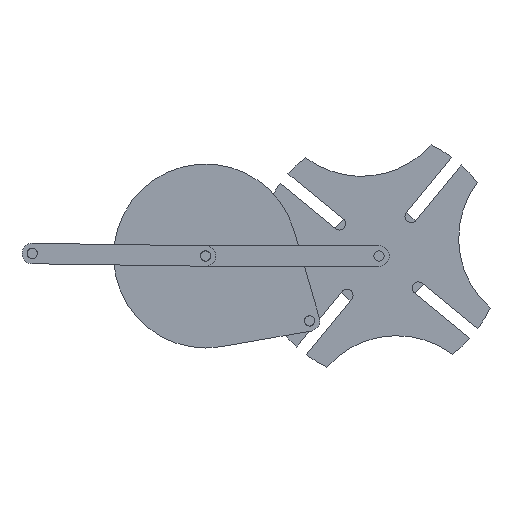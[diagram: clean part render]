
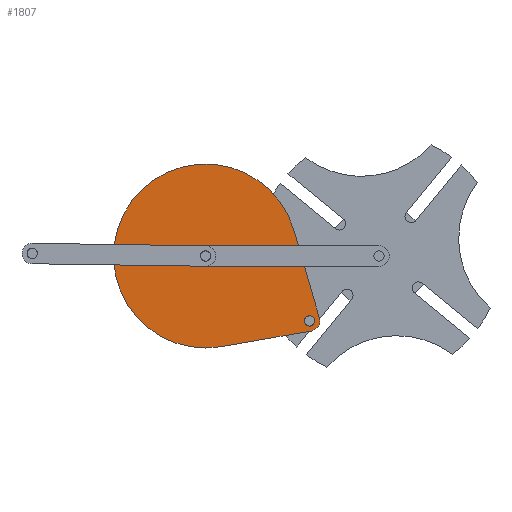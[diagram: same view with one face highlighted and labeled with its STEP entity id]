
A CAD part, front view. The second image highlights one B-rep face of the part: STEP entity #1807.
In plain terms, the highlighted face is planar.
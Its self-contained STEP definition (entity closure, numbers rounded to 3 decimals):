
#16 = DIRECTION ( 'NONE',  ( 1., 0., 0. ) ) ;
#70 = VECTOR ( 'NONE', #676, 1000. ) ;
#178 = CARTESIAN_POINT ( 'NONE',  ( 151.109, -4.098, 0. ) ) ;
#222 = VERTEX_POINT ( 'NONE', #2060 ) ;
#343 = CIRCLE ( 'NONE', #4147, 2.5 ) ;
#400 = EDGE_CURVE ( 'NONE', #3682, #1608, #2181, .T. ) ;
#486 = VERTEX_POINT ( 'NONE', #2306 ) ;
#505 = CARTESIAN_POINT ( 'NONE',  ( 87.773, -7.823, 0. ) ) ;
#542 = EDGE_CURVE ( 'NONE', #3026, #486, #3961, .T. ) ;
#664 = FACE_OUTER_BOUND ( 'NONE', #3549, .T. ) ;
#676 = DIRECTION ( 'NONE',  ( -0.745, -0.667, 0. ) ) ;
#703 = ORIENTED_EDGE ( 'NONE', *, *, #1453, .F. ) ;
#797 = CARTESIAN_POINT ( 'NONE',  ( 86.109, -4.098, 0. ) ) ;
#833 = DIRECTION ( 'NONE',  ( 0., 0., 1. ) ) ;
#860 = DIRECTION ( 'NONE',  ( 0., 0., 1. ) ) ;
#862 = CARTESIAN_POINT ( 'NONE',  ( 151.109, -4.098, 0. ) ) ;
#911 = DIRECTION ( 'NONE',  ( 0., 0., 1. ) ) ;
#921 = ORIENTED_EDGE ( 'NONE', *, *, #1775, .F. ) ;
#1022 = CARTESIAN_POINT ( 'NONE',  ( 91.109, -4.098, 0. ) ) ;
#1038 = ORIENTED_EDGE ( 'NONE', *, *, #542, .T. ) ;
#1046 = AXIS2_PLACEMENT_3D ( 'NONE', #2465, #4598, #4658 ) ;
#1090 = AXIS2_PLACEMENT_3D ( 'NONE', #2935, #833, #4073 ) ;
#1127 = EDGE_CURVE ( 'NONE', #486, #3026, #2079, .T. ) ;
#1218 = DIRECTION ( 'NONE',  ( 0., 0., 1. ) ) ;
#1227 = CARTESIAN_POINT ( 'NONE',  ( 148.609, -4.098, 0. ) ) ;
#1420 = DIRECTION ( 'NONE',  ( 1., 0., 0. ) ) ;
#1441 = DIRECTION ( 'NONE',  ( 0.745, -0.667, 0. ) ) ;
#1453 = EDGE_CURVE ( 'NONE', #2078, #2563, #4313, .T. ) ;
#1608 = VERTEX_POINT ( 'NONE', #1673 ) ;
#1637 = VERTEX_POINT ( 'NONE', #3141 ) ;
#1673 = CARTESIAN_POINT ( 'NONE',  ( 87.773, -0.373, 0. ) ) ;
#1749 = VERTEX_POINT ( 'NONE', #3813 ) ;
#1775 = EDGE_CURVE ( 'NONE', #2563, #222, #3189, .T. ) ;
#1783 = DIRECTION ( 'NONE',  ( 0., 0., 1. ) ) ;
#1807 = ADVANCED_FACE ( 'NONE', ( #4644, #664, #3574 ), #2817, .F. ) ;
#1836 = ORIENTED_EDGE ( 'NONE', *, *, #2150, .T. ) ;
#1906 = CARTESIAN_POINT ( 'NONE',  ( 151.109, -4.098, 0. ) ) ;
#1928 = AXIS2_PLACEMENT_3D ( 'NONE', #3084, #4546, #2369 ) ;
#2010 = VECTOR ( 'NONE', #1441, 1000. ) ;
#2060 = CARTESIAN_POINT ( 'NONE',  ( 121.071, -37.641, 0. ) ) ;
#2078 = VERTEX_POINT ( 'NONE', #797 ) ;
#2079 = CIRCLE ( 'NONE', #3907, 2.5 ) ;
#2150 = EDGE_CURVE ( 'NONE', #1749, #1637, #3219, .T. ) ;
#2181 = LINE ( 'NONE', #3643, #70 ) ;
#2260 = ORIENTED_EDGE ( 'NONE', *, *, #400, .F. ) ;
#2267 = EDGE_LOOP ( 'NONE', ( #3071, #1038 ) ) ;
#2282 = EDGE_LOOP ( 'NONE', ( #1836, #2792 ) ) ;
#2306 = CARTESIAN_POINT ( 'NONE',  ( 153.609, -4.098, 0. ) ) ;
#2355 = CARTESIAN_POINT ( 'NONE',  ( 91.109, -4.098, 0. ) ) ;
#2369 = DIRECTION ( 'NONE',  ( 1., 0., 0. ) ) ;
#2465 = CARTESIAN_POINT ( 'NONE',  ( 91.109, -4.098, 0. ) ) ;
#2489 = CARTESIAN_POINT ( 'NONE',  ( 87.773, -7.823, 0. ) ) ;
#2552 = EDGE_CURVE ( 'NONE', #1637, #1749, #343, .T. ) ;
#2563 = VERTEX_POINT ( 'NONE', #505 ) ;
#2655 = AXIS2_PLACEMENT_3D ( 'NONE', #1906, #860, #16 ) ;
#2667 = DIRECTION ( 'NONE',  ( 1., 0., 0. ) ) ;
#2792 = ORIENTED_EDGE ( 'NONE', *, *, #2552, .T. ) ;
#2817 = PLANE ( 'NONE',  #4333 ) ;
#2935 = CARTESIAN_POINT ( 'NONE',  ( 91.109, -4.098, 0. ) ) ;
#2998 = ORIENTED_EDGE ( 'NONE', *, *, #4579, .F. ) ;
#3026 = VERTEX_POINT ( 'NONE', #1227 ) ;
#3071 = ORIENTED_EDGE ( 'NONE', *, *, #1127, .T. ) ;
#3084 = CARTESIAN_POINT ( 'NONE',  ( 91.109, -4.098, 0. ) ) ;
#3097 = ORIENTED_EDGE ( 'NONE', *, *, #4021, .F. ) ;
#3104 = AXIS2_PLACEMENT_3D ( 'NONE', #862, #4152, #4227 ) ;
#3141 = CARTESIAN_POINT ( 'NONE',  ( 93.609, -4.098, 0. ) ) ;
#3189 = LINE ( 'NONE', #2489, #2010 ) ;
#3219 = CIRCLE ( 'NONE', #1928, 2.5 ) ;
#3549 = EDGE_LOOP ( 'NONE', ( #3097, #2260, #2998, #921, #703 ) ) ;
#3574 = FACE_BOUND ( 'NONE', #2282, .T. ) ;
#3643 = CARTESIAN_POINT ( 'NONE',  ( 87.773, -0.373, 0. ) ) ;
#3682 = VERTEX_POINT ( 'NONE', #4518 ) ;
#3721 = DIRECTION ( 'NONE',  ( 1., 0., 0. ) ) ;
#3813 = CARTESIAN_POINT ( 'NONE',  ( 88.609, -4.098, 0. ) ) ;
#3907 = AXIS2_PLACEMENT_3D ( 'NONE', #178, #1218, #2667 ) ;
#3947 = CIRCLE ( 'NONE', #3104, 45.026 ) ;
#3961 = CIRCLE ( 'NONE', #2655, 2.5 ) ;
#4021 = EDGE_CURVE ( 'NONE', #1608, #2078, #4146, .T. ) ;
#4073 = DIRECTION ( 'NONE',  ( 1., 0., 0. ) ) ;
#4146 = CIRCLE ( 'NONE', #1090, 5. ) ;
#4147 = AXIS2_PLACEMENT_3D ( 'NONE', #2355, #911, #3721 ) ;
#4152 = DIRECTION ( 'NONE',  ( 0., 0., 1. ) ) ;
#4227 = DIRECTION ( 'NONE',  ( -1., 0., 0. ) ) ;
#4313 = CIRCLE ( 'NONE', #1046, 5. ) ;
#4333 = AXIS2_PLACEMENT_3D ( 'NONE', #1022, #1783, #1420 ) ;
#4518 = CARTESIAN_POINT ( 'NONE',  ( 121.071, 29.445, 0. ) ) ;
#4546 = DIRECTION ( 'NONE',  ( 0., 0., 1. ) ) ;
#4579 = EDGE_CURVE ( 'NONE', #222, #3682, #3947, .T. ) ;
#4598 = DIRECTION ( 'NONE',  ( 0., 0., 1. ) ) ;
#4644 = FACE_BOUND ( 'NONE', #2267, .T. ) ;
#4658 = DIRECTION ( 'NONE',  ( 1., 0., 0. ) ) ;
